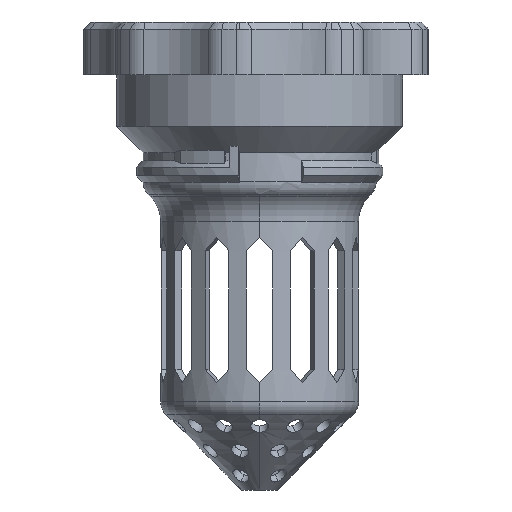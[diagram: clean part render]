
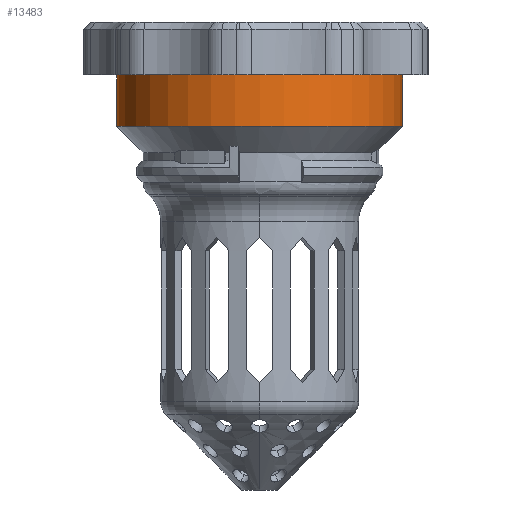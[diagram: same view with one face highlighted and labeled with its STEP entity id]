
A CAD part, left-side view. The second image highlights one B-rep face of the part: STEP entity #13483.
In plain terms, the highlighted cylindrical face has radius 32.5 mm (diameter 65 mm), a partial arc.
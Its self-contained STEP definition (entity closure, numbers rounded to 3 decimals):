
#127 = EDGE_LOOP ( 'NONE', ( #15497, #1081, #13674, #4354 ) ) ;
#624 = CARTESIAN_POINT ( 'NONE',  ( 0., 0., 0. ) ) ;
#682 = DIRECTION ( 'NONE',  ( 0., 1., 0. ) ) ;
#1081 = ORIENTED_EDGE ( 'NONE', *, *, #15614, .T. ) ;
#1152 = VERTEX_POINT ( 'NONE', #13059 ) ;
#2172 = CARTESIAN_POINT ( 'NONE',  ( 0., 0., 11.3 ) ) ;
#2221 = DIRECTION ( 'NONE',  ( 0., 1., 0. ) ) ;
#2314 = LINE ( 'NONE', #8254, #11956 ) ;
#2569 = FACE_OUTER_BOUND ( 'NONE', #127, .T. ) ;
#3071 = VERTEX_POINT ( 'NONE', #14139 ) ;
#3522 = AXIS2_PLACEMENT_3D ( 'NONE', #9241, #6674, #9014 ) ;
#4042 = CARTESIAN_POINT ( 'NONE',  ( 0., 32.5, 11.3 ) ) ;
#4354 = ORIENTED_EDGE ( 'NONE', *, *, #7453, .F. ) ;
#4882 = EDGE_CURVE ( 'NONE', #1152, #11411, #2314, .T. ) ;
#5720 = DIRECTION ( 'NONE',  ( 0., 0., -1. ) ) ;
#6418 = CIRCLE ( 'NONE', #3522, 32.5 ) ;
#6543 = VECTOR ( 'NONE', #14519, 1000. ) ;
#6674 = DIRECTION ( 'NONE',  ( 0., 0., -1. ) ) ;
#6868 = DIRECTION ( 'NONE',  ( 0., 0., -1. ) ) ;
#7118 = LINE ( 'NONE', #13550, #6543 ) ;
#7249 = CARTESIAN_POINT ( 'NONE',  ( 0., -32.5, 11.3 ) ) ;
#7389 = VERTEX_POINT ( 'NONE', #7249 ) ;
#7453 = EDGE_CURVE ( 'NONE', #7389, #11411, #8732, .T. ) ;
#7634 = AXIS2_PLACEMENT_3D ( 'NONE', #624, #6868, #682 ) ;
#8254 = CARTESIAN_POINT ( 'NONE',  ( 0., 32.5, 0. ) ) ;
#8732 = CIRCLE ( 'NONE', #11223, 32.5 ) ;
#9014 = DIRECTION ( 'NONE',  ( 0., 1., 0. ) ) ;
#9241 = CARTESIAN_POINT ( 'NONE',  ( 0., 0., 30.5 ) ) ;
#9523 = CYLINDRICAL_SURFACE ( 'NONE', #7634, 32.5 ) ;
#9685 = EDGE_CURVE ( 'NONE', #3071, #7389, #7118, .T. ) ;
#11223 = AXIS2_PLACEMENT_3D ( 'NONE', #2172, #13243, #2221 ) ;
#11411 = VERTEX_POINT ( 'NONE', #4042 ) ;
#11956 = VECTOR ( 'NONE', #5720, 1000. ) ;
#13059 = CARTESIAN_POINT ( 'NONE',  ( 0., 32.5, 30.5 ) ) ;
#13243 = DIRECTION ( 'NONE',  ( 0., 0., -1. ) ) ;
#13483 = ADVANCED_FACE ( 'NONE', ( #2569 ), #9523, .T. ) ;
#13550 = CARTESIAN_POINT ( 'NONE',  ( 0., -32.5, 0. ) ) ;
#13674 = ORIENTED_EDGE ( 'NONE', *, *, #4882, .T. ) ;
#14139 = CARTESIAN_POINT ( 'NONE',  ( 0., -32.5, 30.5 ) ) ;
#14519 = DIRECTION ( 'NONE',  ( 0., 0., -1. ) ) ;
#15497 = ORIENTED_EDGE ( 'NONE', *, *, #9685, .F. ) ;
#15614 = EDGE_CURVE ( 'NONE', #3071, #1152, #6418, .T. ) ;
